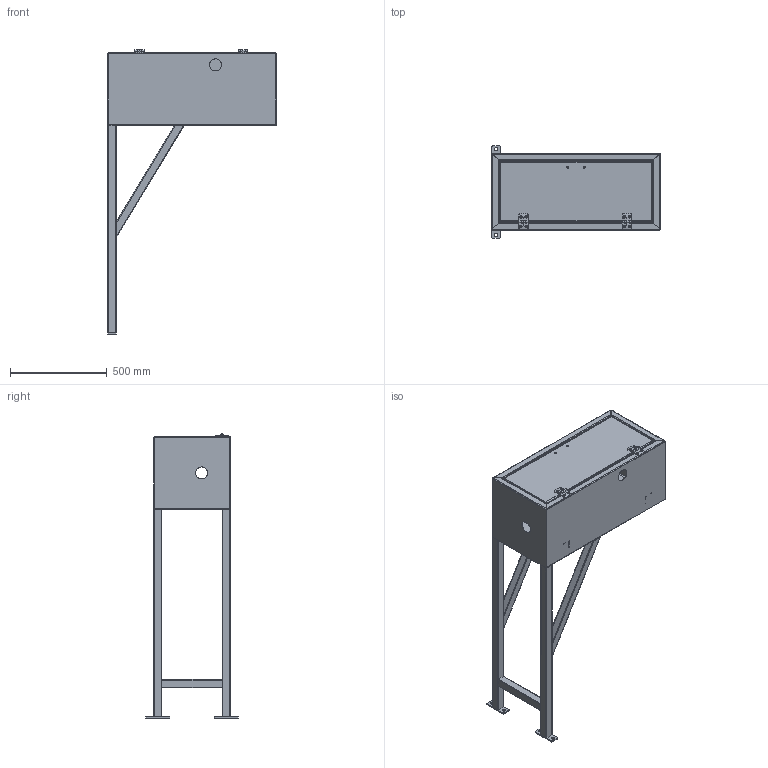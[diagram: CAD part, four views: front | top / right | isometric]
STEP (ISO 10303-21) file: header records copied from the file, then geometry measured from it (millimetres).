
FILE_DESCRIPTION(('FreeCAD Model'),'2;1');
FILE_NAME('Open CASCADE Shape Model','2025-04-29T20:07:28',('FreeCAD'),( 'FreeCAD'),'Open CASCADE STEP processor 7.6','FreeCAD','Unknown');
FILE_SCHEMA(('AUTOMOTIVE_DESIGN { 1 0 10303 214 1 1 1 1 }'));
Length unit declared in the file: millimetre
Products named in the file (1): Open CASCADE STEP translator 7.6 1
Bounding box: 871.2 x 479.16 x 1472.07 mm (x, y, z)
Volume: 5997124.3 mm3; surface area: 5014558.4 mm2
Topology: 17 solids, 17 shells, 542 faces, 1352 edges, 836 vertices
Faces by surface type: bspline 542
Entity records: 18479 total; most frequent: CARTESIAN_POINT 10458, ORIENTED_EDGE 2704, EDGE_CURVE 1352, B_SPLINE_CURVE_WITH_KNOTS 1024, VERTEX_POINT 836, FACE_BOUND 596, EDGE_LOOP 596, ADVANCED_FACE 542
